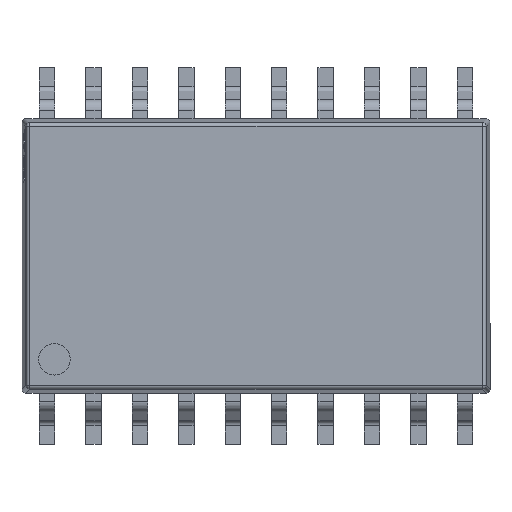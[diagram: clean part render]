
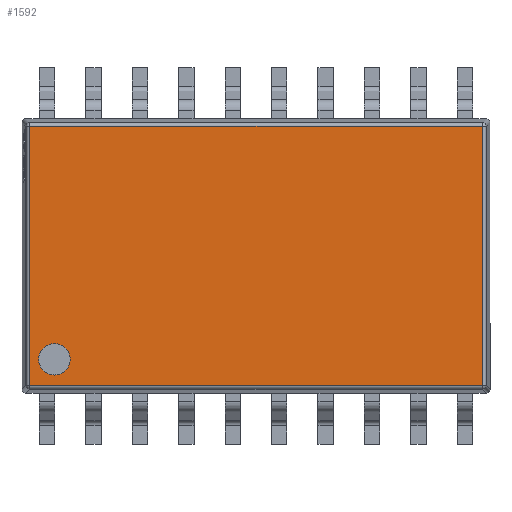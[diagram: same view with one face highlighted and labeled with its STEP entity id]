
A CAD part, top view. The second image highlights one B-rep face of the part: STEP entity #1592.
In plain terms, the highlighted planar face has unit normal (0, 0, 1).
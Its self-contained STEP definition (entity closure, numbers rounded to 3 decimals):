
#180 = CIRCLE ( 'NONE', #18971, 0.431 ) ;
#779 = ORIENTED_EDGE ( 'NONE', *, *, #16722, .T. ) ;
#892 = CARTESIAN_POINT ( 'NONE',  ( 6.192, -3.542, 1.325 ) ) ;
#1217 = DIRECTION ( 'NONE',  ( 0., 0., 1. ) ) ;
#1243 = CARTESIAN_POINT ( 'NONE',  ( -6.284, 3.542, 1.325 ) ) ;
#1332 = LINE ( 'NONE', #9113, #13863 ) ;
#1592 = ADVANCED_FACE ( 'NONE', ( #22455, #14510 ), #3109, .T. ) ;
#2363 = VERTEX_POINT ( 'NONE', #7740 ) ;
#2763 = ORIENTED_EDGE ( 'NONE', *, *, #12940, .T. ) ;
#3109 = PLANE ( 'NONE',  #11876 ) ;
#4032 = EDGE_CURVE ( 'NONE', #11406, #15515, #180, .T. ) ;
#4144 = VECTOR ( 'NONE', #11917, 1000. ) ;
#4801 = VECTOR ( 'NONE', #10487, 1000. ) ;
#5557 = EDGE_LOOP ( 'NONE', ( #23860, #21906 ) ) ;
#5646 = DIRECTION ( 'NONE',  ( 0., 0., 1. ) ) ;
#6269 = CARTESIAN_POINT ( 'NONE',  ( 6.284, -3.542, 1.325 ) ) ;
#6430 = EDGE_CURVE ( 'NONE', #20615, #14638, #18792, .T. ) ;
#6783 = DIRECTION ( 'NONE',  ( 1., 0., 0. ) ) ;
#6957 = CARTESIAN_POINT ( 'NONE',  ( 6.192, 3.542, 1.325 ) ) ;
#6962 = CIRCLE ( 'NONE', #13466, 0.431 ) ;
#7328 = VECTOR ( 'NONE', #9036, 1000. ) ;
#7740 = CARTESIAN_POINT ( 'NONE',  ( -6.192, -3.542, 1.325 ) ) ;
#8951 = DIRECTION ( 'NONE',  ( 0., 0., 1. ) ) ;
#9036 = DIRECTION ( 'NONE',  ( -1., 0., 0. ) ) ;
#9113 = CARTESIAN_POINT ( 'NONE',  ( -6.192, -3.634, 1.325 ) ) ;
#10140 = EDGE_CURVE ( 'NONE', #15515, #11406, #6962, .T. ) ;
#10395 = EDGE_LOOP ( 'NONE', ( #2763, #779, #21292, #21772 ) ) ;
#10487 = DIRECTION ( 'NONE',  ( 0., 1., 0. ) ) ;
#10932 = CARTESIAN_POINT ( 'NONE',  ( 0., 0., 1.325 ) ) ;
#11312 = DIRECTION ( 'NONE',  ( 1., 0., 0. ) ) ;
#11406 = VERTEX_POINT ( 'NONE', #21024 ) ;
#11876 = AXIS2_PLACEMENT_3D ( 'NONE', #10932, #1217, #16792 ) ;
#11917 = DIRECTION ( 'NONE',  ( 1., 0., 0. ) ) ;
#12940 = EDGE_CURVE ( 'NONE', #24485, #2363, #1332, .T. ) ;
#13070 = DIRECTION ( 'NONE',  ( 0., -1., 0. ) ) ;
#13466 = AXIS2_PLACEMENT_3D ( 'NONE', #17395, #5646, #11312 ) ;
#13692 = EDGE_CURVE ( 'NONE', #14638, #24485, #18882, .T. ) ;
#13863 = VECTOR ( 'NONE', #13070, 1000. ) ;
#14510 = FACE_OUTER_BOUND ( 'NONE', #10395, .T. ) ;
#14638 = VERTEX_POINT ( 'NONE', #6957 ) ;
#15515 = VERTEX_POINT ( 'NONE', #24839 ) ;
#16470 = CARTESIAN_POINT ( 'NONE',  ( 6.192, 3.634, 1.325 ) ) ;
#16722 = EDGE_CURVE ( 'NONE', #2363, #20615, #18036, .T. ) ;
#16792 = DIRECTION ( 'NONE',  ( 1., 0., 0. ) ) ;
#17395 = CARTESIAN_POINT ( 'NONE',  ( -5.514, -2.829, 1.325 ) ) ;
#18036 = LINE ( 'NONE', #6269, #4144 ) ;
#18792 = LINE ( 'NONE', #16470, #4801 ) ;
#18882 = LINE ( 'NONE', #1243, #7328 ) ;
#18971 = AXIS2_PLACEMENT_3D ( 'NONE', #24424, #8951, #6783 ) ;
#20615 = VERTEX_POINT ( 'NONE', #892 ) ;
#21024 = CARTESIAN_POINT ( 'NONE',  ( -5.945, -2.829, 1.325 ) ) ;
#21292 = ORIENTED_EDGE ( 'NONE', *, *, #6430, .T. ) ;
#21772 = ORIENTED_EDGE ( 'NONE', *, *, #13692, .T. ) ;
#21906 = ORIENTED_EDGE ( 'NONE', *, *, #4032, .F. ) ;
#22455 = FACE_BOUND ( 'NONE', #5557, .T. ) ;
#23192 = CARTESIAN_POINT ( 'NONE',  ( -6.192, 3.542, 1.325 ) ) ;
#23860 = ORIENTED_EDGE ( 'NONE', *, *, #10140, .F. ) ;
#24424 = CARTESIAN_POINT ( 'NONE',  ( -5.514, -2.829, 1.325 ) ) ;
#24485 = VERTEX_POINT ( 'NONE', #23192 ) ;
#24839 = CARTESIAN_POINT ( 'NONE',  ( -5.083, -2.829, 1.325 ) ) ;
